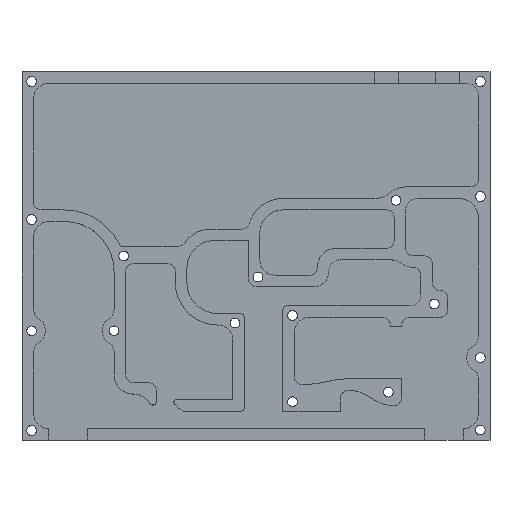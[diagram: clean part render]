
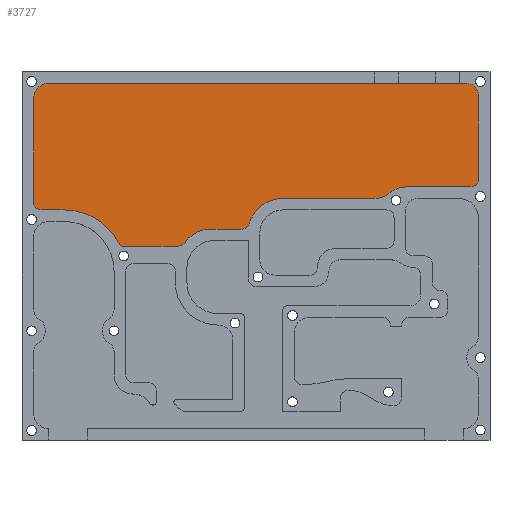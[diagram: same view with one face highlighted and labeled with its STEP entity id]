
A CAD part, top view. The second image highlights one B-rep face of the part: STEP entity #3727.
In plain terms, the highlighted planar face has unit normal (0, 0, 1).
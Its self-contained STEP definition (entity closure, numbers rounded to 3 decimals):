
#147=CIRCLE('',#3936,4.);
#148=CIRCLE('',#3937,2.);
#149=CIRCLE('',#3938,16.019);
#150=CIRCLE('',#3939,1.359);
#151=CIRCLE('',#3940,2.396);
#152=CIRCLE('',#3941,8.673);
#153=CIRCLE('',#3942,2.5);
#154=CIRCLE('',#3943,9.065);
#155=CIRCLE('',#3944,6.083);
#156=CIRCLE('',#3945,6.083);
#157=CIRCLE('',#3946,2.);
#158=CIRCLE('',#3947,3.);
#342=FACE_OUTER_BOUND('',#536,.T.);
#536=EDGE_LOOP('',(#2485,#2486,#2487,#2488,#2489,#2490,#2491,#2492,#2493,
#2494,#2495,#2496,#2497,#2498,#2499,#2500,#2501,#2502,#2503,#2504,#2505,
#2506,#2507,#2508,#2509,#2510,#2511));
#768=LINE('',#5493,#1148);
#769=LINE('',#5497,#1149);
#770=LINE('',#5501,#1150);
#771=LINE('',#5503,#1151);
#772=LINE('',#5507,#1152);
#773=LINE('',#5511,#1153);
#774=LINE('',#5513,#1154);
#775=LINE('',#5517,#1155);
#776=LINE('',#5521,#1156);
#777=LINE('',#5523,#1157);
#778=LINE('',#5527,#1158);
#779=LINE('',#5531,#1159);
#780=LINE('',#5535,#1160);
#781=LINE('',#5539,#1161);
#782=LINE('',#5543,#1162);
#1148=VECTOR('',#4332,10.);
#1149=VECTOR('',#4335,10.);
#1150=VECTOR('',#4338,10.);
#1151=VECTOR('',#4339,10.);
#1152=VECTOR('',#4342,10.);
#1153=VECTOR('',#4345,10.);
#1154=VECTOR('',#4346,10.);
#1155=VECTOR('',#4349,10.);
#1156=VECTOR('',#4352,10.);
#1157=VECTOR('',#4353,10.);
#1158=VECTOR('',#4356,10.);
#1159=VECTOR('',#4359,10.);
#1160=VECTOR('',#4362,10.);
#1161=VECTOR('',#4365,10.);
#1162=VECTOR('',#4368,10.);
#1528=VERTEX_POINT('',#5491);
#1529=VERTEX_POINT('',#5492);
#1530=VERTEX_POINT('',#5494);
#1531=VERTEX_POINT('',#5496);
#1532=VERTEX_POINT('',#5498);
#1533=VERTEX_POINT('',#5500);
#1534=VERTEX_POINT('',#5502);
#1535=VERTEX_POINT('',#5504);
#1536=VERTEX_POINT('',#5506);
#1537=VERTEX_POINT('',#5508);
#1538=VERTEX_POINT('',#5510);
#1539=VERTEX_POINT('',#5512);
#1540=VERTEX_POINT('',#5514);
#1541=VERTEX_POINT('',#5516);
#1542=VERTEX_POINT('',#5518);
#1543=VERTEX_POINT('',#5520);
#1544=VERTEX_POINT('',#5522);
#1545=VERTEX_POINT('',#5524);
#1546=VERTEX_POINT('',#5526);
#1547=VERTEX_POINT('',#5528);
#1548=VERTEX_POINT('',#5530);
#1549=VERTEX_POINT('',#5532);
#1550=VERTEX_POINT('',#5534);
#1551=VERTEX_POINT('',#5536);
#1552=VERTEX_POINT('',#5538);
#1553=VERTEX_POINT('',#5540);
#1554=VERTEX_POINT('',#5542);
#1911=EDGE_CURVE('',#1528,#1529,#768,.T.);
#1912=EDGE_CURVE('',#1529,#1530,#147,.T.);
#1913=EDGE_CURVE('',#1530,#1531,#769,.T.);
#1914=EDGE_CURVE('',#1531,#1532,#148,.T.);
#1915=EDGE_CURVE('',#1532,#1533,#770,.T.);
#1916=EDGE_CURVE('',#1533,#1534,#771,.T.);
#1917=EDGE_CURVE('',#1534,#1535,#149,.T.);
#1918=EDGE_CURVE('',#1535,#1536,#772,.T.);
#1919=EDGE_CURVE('',#1536,#1537,#150,.T.);
#1920=EDGE_CURVE('',#1537,#1538,#773,.T.);
#1921=EDGE_CURVE('',#1538,#1539,#774,.T.);
#1922=EDGE_CURVE('',#1539,#1540,#151,.T.);
#1923=EDGE_CURVE('',#1540,#1541,#775,.T.);
#1924=EDGE_CURVE('',#1541,#1542,#152,.T.);
#1925=EDGE_CURVE('',#1542,#1543,#776,.T.);
#1926=EDGE_CURVE('',#1543,#1544,#777,.T.);
#1927=EDGE_CURVE('',#1544,#1545,#153,.T.);
#1928=EDGE_CURVE('',#1545,#1546,#778,.T.);
#1929=EDGE_CURVE('',#1546,#1547,#154,.T.);
#1930=EDGE_CURVE('',#1547,#1548,#779,.T.);
#1931=EDGE_CURVE('',#1548,#1549,#155,.T.);
#1932=EDGE_CURVE('',#1549,#1550,#780,.T.);
#1933=EDGE_CURVE('',#1550,#1551,#156,.T.);
#1934=EDGE_CURVE('',#1551,#1552,#781,.T.);
#1935=EDGE_CURVE('',#1552,#1553,#157,.T.);
#1936=EDGE_CURVE('',#1553,#1554,#782,.T.);
#1937=EDGE_CURVE('',#1528,#1554,#158,.T.);
#2485=ORIENTED_EDGE('',*,*,#1911,.T.);
#2486=ORIENTED_EDGE('',*,*,#1912,.T.);
#2487=ORIENTED_EDGE('',*,*,#1913,.T.);
#2488=ORIENTED_EDGE('',*,*,#1914,.T.);
#2489=ORIENTED_EDGE('',*,*,#1915,.T.);
#2490=ORIENTED_EDGE('',*,*,#1916,.T.);
#2491=ORIENTED_EDGE('',*,*,#1917,.T.);
#2492=ORIENTED_EDGE('',*,*,#1918,.T.);
#2493=ORIENTED_EDGE('',*,*,#1919,.T.);
#2494=ORIENTED_EDGE('',*,*,#1920,.T.);
#2495=ORIENTED_EDGE('',*,*,#1921,.T.);
#2496=ORIENTED_EDGE('',*,*,#1922,.T.);
#2497=ORIENTED_EDGE('',*,*,#1923,.T.);
#2498=ORIENTED_EDGE('',*,*,#1924,.T.);
#2499=ORIENTED_EDGE('',*,*,#1925,.T.);
#2500=ORIENTED_EDGE('',*,*,#1926,.T.);
#2501=ORIENTED_EDGE('',*,*,#1927,.T.);
#2502=ORIENTED_EDGE('',*,*,#1928,.T.);
#2503=ORIENTED_EDGE('',*,*,#1929,.T.);
#2504=ORIENTED_EDGE('',*,*,#1930,.T.);
#2505=ORIENTED_EDGE('',*,*,#1931,.T.);
#2506=ORIENTED_EDGE('',*,*,#1932,.T.);
#2507=ORIENTED_EDGE('',*,*,#1933,.T.);
#2508=ORIENTED_EDGE('',*,*,#1934,.T.);
#2509=ORIENTED_EDGE('',*,*,#1935,.T.);
#2510=ORIENTED_EDGE('',*,*,#1936,.T.);
#2511=ORIENTED_EDGE('',*,*,#1937,.F.);
#3630=PLANE('',#3935);
#3727=ADVANCED_FACE('',(#342),#3630,.F.);
#3935=AXIS2_PLACEMENT_3D('',#5490,#4330,#4331);
#3936=AXIS2_PLACEMENT_3D('',#5495,#4333,#4334);
#3937=AXIS2_PLACEMENT_3D('',#5499,#4336,#4337);
#3938=AXIS2_PLACEMENT_3D('',#5505,#4340,#4341);
#3939=AXIS2_PLACEMENT_3D('',#5509,#4343,#4344);
#3940=AXIS2_PLACEMENT_3D('',#5515,#4347,#4348);
#3941=AXIS2_PLACEMENT_3D('',#5519,#4350,#4351);
#3942=AXIS2_PLACEMENT_3D('',#5525,#4354,#4355);
#3943=AXIS2_PLACEMENT_3D('',#5529,#4357,#4358);
#3944=AXIS2_PLACEMENT_3D('',#5533,#4360,#4361);
#3945=AXIS2_PLACEMENT_3D('',#5537,#4363,#4364);
#3946=AXIS2_PLACEMENT_3D('',#5541,#4366,#4367);
#3947=AXIS2_PLACEMENT_3D('',#5544,#4369,#4370);
#4330=DIRECTION('center_axis',(0.,0.,-1.));
#4331=DIRECTION('ref_axis',(1.,0.,0.));
#4332=DIRECTION('',(-1.,0.,0.));
#4333=DIRECTION('center_axis',(0.,0.,1.));
#4334=DIRECTION('ref_axis',(0.,1.,0.));
#4335=DIRECTION('',(0.,-1.,0.));
#4336=DIRECTION('center_axis',(0.,0.,1.));
#4337=DIRECTION('ref_axis',(-1.,0.,0.));
#4338=DIRECTION('',(1.,0.,0.));
#4339=DIRECTION('',(1.,0.001,0.));
#4340=DIRECTION('center_axis',(0.,0.,-1.));
#4341=DIRECTION('ref_axis',(0.893,0.451,0.));
#4342=DIRECTION('',(0.477,-0.879,0.));
#4343=DIRECTION('center_axis',(0.,0.,1.));
#4344=DIRECTION('ref_axis',(-0.875,-0.485,0.));
#4345=DIRECTION('',(1.,-0.002,0.));
#4346=DIRECTION('',(1.,0.,0.));
#4347=DIRECTION('center_axis',(0.,0.,1.));
#4348=DIRECTION('ref_axis',(-0.022,-1.,0.));
#4349=DIRECTION('',(0.566,0.824,0.));
#4350=DIRECTION('center_axis',(0.,0.,-1.));
#4351=DIRECTION('ref_axis',(0.07,0.998,0.));
#4352=DIRECTION('',(0.999,-0.033,0.));
#4353=DIRECTION('',(1.,0.,0.));
#4354=DIRECTION('center_axis',(0.,0.,1.));
#4355=DIRECTION('ref_axis',(0.,-1.,0.));
#4356=DIRECTION('',(0.303,0.953,0.));
#4357=DIRECTION('center_axis',(0.,0.,-1.));
#4358=DIRECTION('ref_axis',(0.,1.,0.));
#4359=DIRECTION('',(1.,0.,0.));
#4360=DIRECTION('center_axis',(0.,0.,1.));
#4361=DIRECTION('ref_axis',(0.,-1.,0.));
#4362=DIRECTION('',(0.757,0.653,0.));
#4363=DIRECTION('center_axis',(0.,0.,-1.));
#4364=DIRECTION('ref_axis',(0.,1.,0.));
#4365=DIRECTION('',(1.,0.,0.));
#4366=DIRECTION('center_axis',(0.,0.,1.));
#4367=DIRECTION('ref_axis',(0.,-1.,0.));
#4368=DIRECTION('',(0.,1.,0.));
#4369=DIRECTION('center_axis',(0.,0.,-1.));
#4370=DIRECTION('ref_axis',(0.707,0.707,0.));
#5490=CARTESIAN_POINT('Origin',(61.,48.,-2.));
#5491=CARTESIAN_POINT('',(116.,93.,-2.));
#5492=CARTESIAN_POINT('',(7.,93.,-2.));
#5493=CARTESIAN_POINT('',(88.5,93.,-2.));
#5494=CARTESIAN_POINT('',(3.,89.,-2.));
#5495=CARTESIAN_POINT('Origin',(7.,89.,-2.));
#5496=CARTESIAN_POINT('',(3.,62.,-2.));
#5497=CARTESIAN_POINT('',(3.,62.,-2.));
#5498=CARTESIAN_POINT('',(5.,60.,-2.));
#5499=CARTESIAN_POINT('Origin',(5.,62.,-2.));
#5500=CARTESIAN_POINT('',(10.971,60.,-2.));
#5501=CARTESIAN_POINT('',(11.,60.,-2.));
#5502=CARTESIAN_POINT('',(11.041,60.,-2.));
#5503=CARTESIAN_POINT('',(11.041,60.,-2.));
#5504=CARTESIAN_POINT('',(25.295,51.211,-2.));
#5505=CARTESIAN_POINT('Origin',(11.,43.981,-2.));
#5506=CARTESIAN_POINT('',(25.312,51.18,-2.));
#5507=CARTESIAN_POINT('',(25.295,51.211,-2.));
#5508=CARTESIAN_POINT('',(26.469,50.5,-2.));
#5509=CARTESIAN_POINT('Origin',(26.489,51.859,-2.));
#5510=CARTESIAN_POINT('',(26.54,50.5,-2.));
#5511=CARTESIAN_POINT('',(26.469,50.5,-2.));
#5512=CARTESIAN_POINT('',(40.425,50.5,-2.));
#5513=CARTESIAN_POINT('',(26.5,50.5,-2.));
#5514=CARTESIAN_POINT('',(42.496,51.604,-2.));
#5515=CARTESIAN_POINT('Origin',(40.478,52.895,-2.));
#5516=CARTESIAN_POINT('',(42.55,51.682,-2.));
#5517=CARTESIAN_POINT('',(42.496,51.604,-2.));
#5518=CARTESIAN_POINT('',(49.971,55.002,-2.));
#5519=CARTESIAN_POINT('Origin',(49.389,46.348,-2.));
#5520=CARTESIAN_POINT('',(50.03,55.,-2.));
#5521=CARTESIAN_POINT('',(49.971,55.002,-2.));
#5522=CARTESIAN_POINT('',(57.,55.,-2.));
#5523=CARTESIAN_POINT('',(50.,55.,-2.));
#5524=CARTESIAN_POINT('',(59.39,56.767,-2.));
#5525=CARTESIAN_POINT('Origin',(57.,57.5,-2.));
#5526=CARTESIAN_POINT('',(59.412,56.837,-2.));
#5527=CARTESIAN_POINT('',(59.39,56.767,-2.));
#5528=CARTESIAN_POINT('',(68.,63.,-2.));
#5529=CARTESIAN_POINT('Origin',(68.,53.936,-2.));
#5530=CARTESIAN_POINT('',(92.,63.,-2.));
#5531=CARTESIAN_POINT('',(92.,63.,-2.));
#5532=CARTESIAN_POINT('',(95.996,64.497,-2.));
#5533=CARTESIAN_POINT('Origin',(92.,69.083,-2.));
#5534=CARTESIAN_POINT('',(96.053,64.546,-2.));
#5535=CARTESIAN_POINT('',(95.952,64.459,-2.));
#5536=CARTESIAN_POINT('',(100.,66.,-2.));
#5537=CARTESIAN_POINT('Origin',(100.,59.917,-2.));
#5538=CARTESIAN_POINT('',(117.,66.,-2.));
#5539=CARTESIAN_POINT('',(117.,66.,-2.));
#5540=CARTESIAN_POINT('',(119.,68.,-2.));
#5541=CARTESIAN_POINT('Origin',(117.,68.,-2.));
#5542=CARTESIAN_POINT('',(119.,90.,-2.));
#5543=CARTESIAN_POINT('',(119.,89.8,-2.));
#5544=CARTESIAN_POINT('Origin',(116.,90.,-2.));
